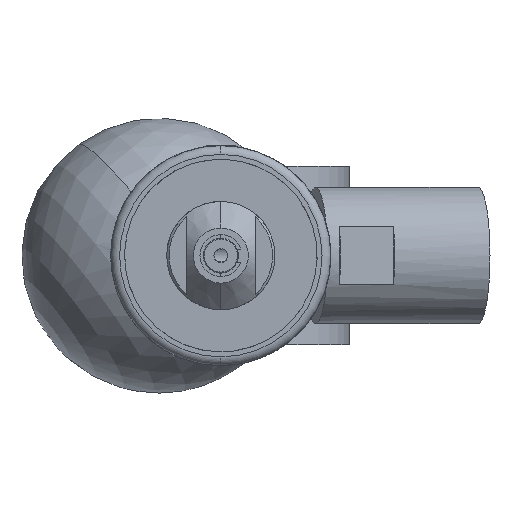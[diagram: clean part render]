
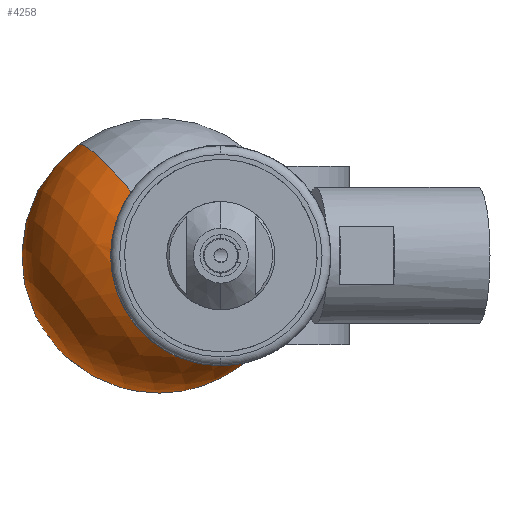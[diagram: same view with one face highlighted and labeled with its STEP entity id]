
A CAD part, left-side view. The second image highlights one B-rep face of the part: STEP entity #4258.
In plain terms, the highlighted spherical face has radius 15.875 mm.
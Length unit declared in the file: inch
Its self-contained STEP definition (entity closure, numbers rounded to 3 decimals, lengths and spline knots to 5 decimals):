
#189 = DIRECTION ( 'NONE',  ( 0.127, -0.801, 0.585 ) ) ;
#313 = ORIENTED_EDGE ( 'NONE', *, *, #2760, .T. ) ;
#325 = CIRCLE ( 'NONE', #4314, 0.625 ) ;
#493 = ORIENTED_EDGE ( 'NONE', *, *, #7830, .T. ) ;
#2231 = CARTESIAN_POINT ( 'NONE',  ( 7.15539, 0.28004, 0. ) ) ;
#2342 = CARTESIAN_POINT ( 'NONE',  ( 6.58962, 0.19044, 0. ) ) ;
#2427 = SPHERICAL_SURFACE ( 'NONE', #14566, 0.625 ) ;
#2584 = CARTESIAN_POINT ( 'NONE',  ( 7.7727, 0.37782, 0. ) ) ;
#2760 = EDGE_CURVE ( 'NONE', #14849, #14934, #325, .T. ) ;
#3491 = AXIS2_PLACEMENT_3D ( 'NONE', #2342, #4680, #8065 ) ;
#4236 = CARTESIAN_POINT ( 'NONE',  ( 7.15539, 0.28004, 0. ) ) ;
#4258 = ADVANCED_FACE ( 'NONE', ( #10916 ), #2427, .T. ) ;
#4314 = AXIS2_PLACEMENT_3D ( 'NONE', #4236, #5325, #5255 ) ;
#4504 = DIRECTION ( 'NONE',  ( 0.127, -0.801, 0.585 ) ) ;
#4509 = CARTESIAN_POINT ( 'NONE',  ( 6.6125, 0.04597, -0.20274 ) ) ;
#4647 = DIRECTION ( 'NONE',  ( 0., -0.59, -0.808 ) ) ;
#4661 = ORIENTED_EDGE ( 'NONE', *, *, #14736, .T. ) ;
#4680 = DIRECTION ( 'NONE',  ( 0.988, 0.156, 0. ) ) ;
#4687 = AXIS2_PLACEMENT_3D ( 'NONE', #7235, #12075, #11913 ) ;
#5019 = AXIS2_PLACEMENT_3D ( 'NONE', #2231, #4504, #4647 ) ;
#5255 = DIRECTION ( 'NONE',  ( 0., 0.59, 0.808 ) ) ;
#5325 = DIRECTION ( 'NONE',  ( -0.127, 0.801, -0.585 ) ) ;
#6598 = CARTESIAN_POINT ( 'NONE',  ( 6.55791, 0.39068, -0.14627 ) ) ;
#7235 = CARTESIAN_POINT ( 'NONE',  ( 6.58962, 0.19044, 0. ) ) ;
#7389 = CARTESIAN_POINT ( 'NONE',  ( 7.15539, 0.28004, 0. ) ) ;
#7492 = EDGE_LOOP ( 'NONE', ( #15163, #313, #493, #4661 ) ) ;
#7830 = EDGE_CURVE ( 'NONE', #14934, #8667, #9854, .T. ) ;
#7953 = CARTESIAN_POINT ( 'NONE',  ( 6.56674, 0.3349, 0.20274 ) ) ;
#8065 = DIRECTION ( 'NONE',  ( 0.127, -0.801, 0.585 ) ) ;
#8667 = VERTEX_POINT ( 'NONE', #6598 ) ;
#9059 = VERTEX_POINT ( 'NONE', #7953 ) ;
#9854 = CIRCLE ( 'NONE', #4687, 0.25 ) ;
#10916 = FACE_OUTER_BOUND ( 'NONE', #7492, .T. ) ;
#11055 = EDGE_CURVE ( 'NONE', #14849, #9059, #11656, .T. ) ;
#11656 = CIRCLE ( 'NONE', #5019, 0.625 ) ;
#11913 = DIRECTION ( 'NONE',  ( 0.127, -0.801, 0.585 ) ) ;
#12075 = DIRECTION ( 'NONE',  ( 0.988, 0.156, 0. ) ) ;
#12640 = CIRCLE ( 'NONE', #3491, 0.25 ) ;
#14502 = DIRECTION ( 'NONE',  ( 0.092, -0.578, -0.811 ) ) ;
#14566 = AXIS2_PLACEMENT_3D ( 'NONE', #7389, #189, #14502 ) ;
#14736 = EDGE_CURVE ( 'NONE', #8667, #9059, #12640, .T. ) ;
#14849 = VERTEX_POINT ( 'NONE', #2584 ) ;
#14934 = VERTEX_POINT ( 'NONE', #4509 ) ;
#15163 = ORIENTED_EDGE ( 'NONE', *, *, #11055, .F. ) ;
